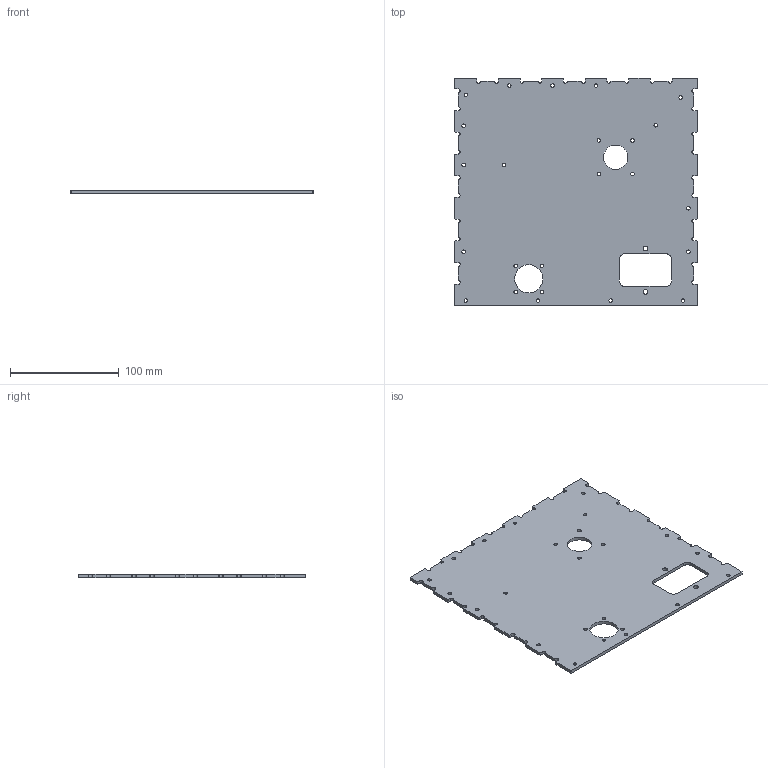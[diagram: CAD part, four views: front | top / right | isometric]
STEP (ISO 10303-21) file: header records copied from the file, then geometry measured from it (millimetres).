
FILE_DESCRIPTION(('Open CASCADE Model'),'2;1');
FILE_NAME('Open CASCADE Shape Model','2024-09-10T16:03:04',('Author'),( 'Open CASCADE'),'Open CASCADE STEP processor 7.7','Open CASCADE 7.7' ,'Unknown');
FILE_SCHEMA(('AUTOMOTIVE_DESIGN { 1 0 10303 214 1 1 1 1 }'));
Length unit declared in the file: millimetre
Products named in the file (1): Open CASCADE STEP translator 7.7 4
Bounding box: 223 x 210 x 3 mm (x, y, z)
Volume: 129597.8 mm3; surface area: 91151.9 mm2
Topology: 1 solids, 1 shells, 196 faces, 582 edges, 388 vertices
Faces by surface type: plane 104, cylinder 92
Full cylindrical faces by diameter (mm): 3.3 x24, 4.4 x2, 22.5 x1, 26 x1
Entity records: 14172 total; most frequent: CARTESIAN_POINT 2659, DIRECTION 2106, LINE 1182, VECTOR 1182, ORIENTED_EDGE 1164, PCURVE 1164, DEFINITIONAL_REPRESENTATION 1164, EDGE_CURVE 582
